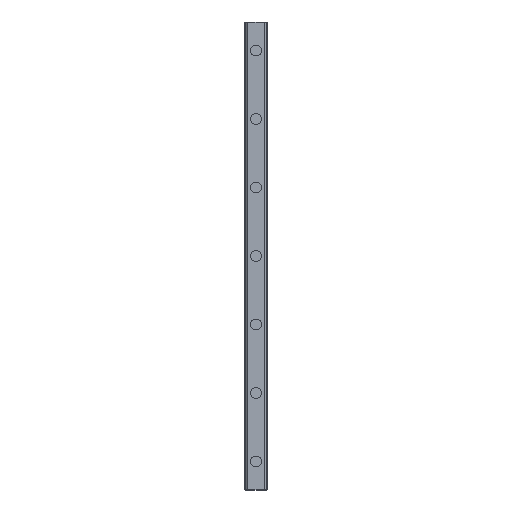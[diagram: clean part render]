
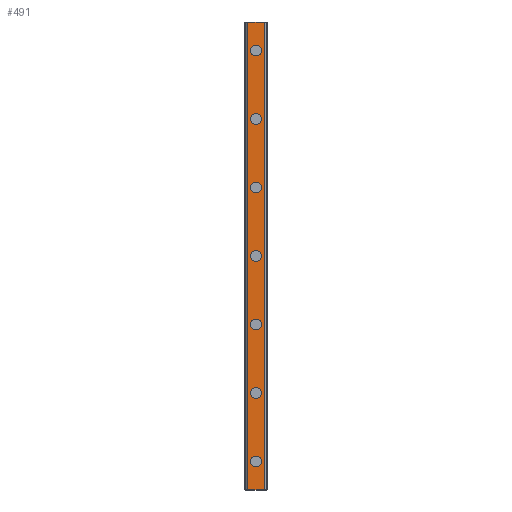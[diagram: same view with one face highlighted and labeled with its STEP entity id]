
A CAD part, top view. The second image highlights one B-rep face of the part: STEP entity #491.
In plain terms, the highlighted planar face has unit normal (0, 0, 1).
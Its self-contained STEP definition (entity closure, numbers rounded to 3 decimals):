
#491=ADVANCED_FACE('',(#1008,#1009,#1010,#1011,#1012,#1013,#1014,#1015),#1016,.T.);
#1008=FACE_BOUND('',#1551,.T.);
#1009=FACE_BOUND('',#1552,.T.);
#1010=FACE_BOUND('',#1553,.T.);
#1011=FACE_BOUND('',#1554,.T.);
#1012=FACE_BOUND('',#1555,.T.);
#1013=FACE_BOUND('',#1556,.T.);
#1014=FACE_BOUND('',#1557,.T.);
#1015=FACE_OUTER_BOUND('',#1558,.T.);
#1016=PLANE('',#1559);
#1551=EDGE_LOOP('',(#2967,#2968));
#1552=EDGE_LOOP('',(#2969,#2970));
#1553=EDGE_LOOP('',(#2971,#2972));
#1554=EDGE_LOOP('',(#2973,#2974));
#1555=EDGE_LOOP('',(#2975,#2976));
#1556=EDGE_LOOP('',(#2977,#2978));
#1557=EDGE_LOOP('',(#2979,#2980));
#1558=EDGE_LOOP('',(#2981,#2982,#2983,#2984));
#1559=AXIS2_PLACEMENT_3D('',#2985,#2986,#2987);
#2967=ORIENTED_EDGE('',*,*,#3238,.T.);
#2968=ORIENTED_EDGE('',*,*,#3645,.T.);
#2969=ORIENTED_EDGE('',*,*,#3228,.T.);
#2970=ORIENTED_EDGE('',*,*,#3651,.T.);
#2971=ORIENTED_EDGE('',*,*,#3218,.T.);
#2972=ORIENTED_EDGE('',*,*,#3657,.T.);
#2973=ORIENTED_EDGE('',*,*,#3208,.T.);
#2974=ORIENTED_EDGE('',*,*,#3663,.T.);
#2975=ORIENTED_EDGE('',*,*,#3198,.T.);
#2976=ORIENTED_EDGE('',*,*,#3669,.T.);
#2977=ORIENTED_EDGE('',*,*,#3188,.T.);
#2978=ORIENTED_EDGE('',*,*,#3675,.T.);
#2979=ORIENTED_EDGE('',*,*,#3178,.T.);
#2980=ORIENTED_EDGE('',*,*,#3681,.T.);
#2981=ORIENTED_EDGE('',*,*,#3624,.T.);
#2982=ORIENTED_EDGE('',*,*,#3728,.F.);
#2983=ORIENTED_EDGE('',*,*,#3494,.F.);
#2984=ORIENTED_EDGE('',*,*,#3726,.T.);
#2985=CARTESIAN_POINT('',(0.0,410.0,17.5));
#2986=DIRECTION('',(0.0,0.0,1.0));
#2987=DIRECTION('',(-1.0,0.0,-0.0));
#3178=EDGE_CURVE('',#3784,#3781,#3785,.T.);
#3188=EDGE_CURVE('',#3802,#3799,#3803,.T.);
#3198=EDGE_CURVE('',#3820,#3817,#3821,.T.);
#3208=EDGE_CURVE('',#3838,#3835,#3839,.T.);
#3218=EDGE_CURVE('',#3856,#3853,#3857,.T.);
#3228=EDGE_CURVE('',#3874,#3871,#3875,.T.);
#3238=EDGE_CURVE('',#3892,#3889,#3893,.T.);
#3494=EDGE_CURVE('',#4274,#4276,#4277,.T.);
#3624=EDGE_CURVE('',#4491,#4489,#4492,.T.);
#3645=EDGE_CURVE('',#3889,#3892,#4531,.T.);
#3651=EDGE_CURVE('',#3871,#3874,#4537,.T.);
#3657=EDGE_CURVE('',#3853,#3856,#4543,.T.);
#3663=EDGE_CURVE('',#3835,#3838,#4549,.T.);
#3669=EDGE_CURVE('',#3817,#3820,#4555,.T.);
#3675=EDGE_CURVE('',#3799,#3802,#4561,.T.);
#3681=EDGE_CURVE('',#3781,#3784,#4567,.T.);
#3726=EDGE_CURVE('',#4274,#4491,#4612,.T.);
#3728=EDGE_CURVE('',#4276,#4489,#4614,.T.);
#3781=VERTEX_POINT('',#4669);
#3784=VERTEX_POINT('',#4673);
#3785=CIRCLE('',#4674,4.75);
#3799=VERTEX_POINT('',#4691);
#3802=VERTEX_POINT('',#4695);
#3803=CIRCLE('',#4696,4.75);
#3817=VERTEX_POINT('',#4713);
#3820=VERTEX_POINT('',#4717);
#3821=CIRCLE('',#4718,4.75);
#3835=VERTEX_POINT('',#4735);
#3838=VERTEX_POINT('',#4739);
#3839=CIRCLE('',#4740,4.75);
#3853=VERTEX_POINT('',#4757);
#3856=VERTEX_POINT('',#4761);
#3857=CIRCLE('',#4762,4.75);
#3871=VERTEX_POINT('',#4779);
#3874=VERTEX_POINT('',#4783);
#3875=CIRCLE('',#4784,4.75);
#3889=VERTEX_POINT('',#4801);
#3892=VERTEX_POINT('',#4805);
#3893=CIRCLE('',#4806,4.75);
#4274=VERTEX_POINT('',#5325);
#4276=VERTEX_POINT('',#5328);
#4277=LINE('',#5329,#5330);
#4489=VERTEX_POINT('',#5624);
#4491=VERTEX_POINT('',#5627);
#4492=LINE('',#5628,#5629);
#4531=CIRCLE('',#5676,4.75);
#4537=CIRCLE('',#5682,4.75);
#4543=CIRCLE('',#5688,4.75);
#4549=CIRCLE('',#5694,4.75);
#4555=CIRCLE('',#5700,4.75);
#4561=CIRCLE('',#5706,4.75);
#4567=CIRCLE('',#5712,4.75);
#4612=LINE('',#5777,#5778);
#4614=LINE('',#5780,#5781);
#4669=CARTESIAN_POINT('',(4.75,25.0,17.5));
#4673=CARTESIAN_POINT('',(-4.75,25.0,17.5));
#4674=AXIS2_PLACEMENT_3D('',#5853,#5854,#5855);
#4691=CARTESIAN_POINT('',(4.75,85.0,17.5));
#4695=CARTESIAN_POINT('',(-4.75,85.0,17.5));
#4696=AXIS2_PLACEMENT_3D('',#5869,#5870,#5871);
#4713=CARTESIAN_POINT('',(4.75,145.0,17.5));
#4717=CARTESIAN_POINT('',(-4.75,145.0,17.5));
#4718=AXIS2_PLACEMENT_3D('',#5885,#5886,#5887);
#4735=CARTESIAN_POINT('',(4.75,205.0,17.5));
#4739=CARTESIAN_POINT('',(-4.75,205.0,17.5));
#4740=AXIS2_PLACEMENT_3D('',#5901,#5902,#5903);
#4757=CARTESIAN_POINT('',(4.75,265.0,17.5));
#4761=CARTESIAN_POINT('',(-4.75,265.0,17.5));
#4762=AXIS2_PLACEMENT_3D('',#5917,#5918,#5919);
#4779=CARTESIAN_POINT('',(4.75,325.0,17.5));
#4783=CARTESIAN_POINT('',(-4.75,325.0,17.5));
#4784=AXIS2_PLACEMENT_3D('',#5933,#5934,#5935);
#4801=CARTESIAN_POINT('',(4.75,385.0,17.5));
#4805=CARTESIAN_POINT('',(-4.75,385.0,17.5));
#4806=AXIS2_PLACEMENT_3D('',#5949,#5950,#5951);
#5325=CARTESIAN_POINT('',(-7.231,410.0,17.5));
#5328=CARTESIAN_POINT('',(7.231,410.0,17.5));
#5329=CARTESIAN_POINT('',(-7.231,410.0,17.5));
#5330=VECTOR('',#6232,1.0);
#5624=CARTESIAN_POINT('',(7.231,0.0,17.5));
#5627=CARTESIAN_POINT('',(-7.231,0.0,17.5));
#5628=CARTESIAN_POINT('',(-7.231,0.0,17.5));
#5629=VECTOR('',#6382,1.0);
#5676=AXIS2_PLACEMENT_3D('',#6424,#6425,#6426);
#5682=AXIS2_PLACEMENT_3D('',#6433,#6434,#6435);
#5688=AXIS2_PLACEMENT_3D('',#6442,#6443,#6444);
#5694=AXIS2_PLACEMENT_3D('',#6451,#6452,#6453);
#5700=AXIS2_PLACEMENT_3D('',#6460,#6461,#6462);
#5706=AXIS2_PLACEMENT_3D('',#6469,#6470,#6471);
#5712=AXIS2_PLACEMENT_3D('',#6478,#6479,#6480);
#5777=CARTESIAN_POINT('',(-7.231,410.0,17.5));
#5778=VECTOR('',#6507,1.0);
#5780=CARTESIAN_POINT('',(7.231,410.0,17.5));
#5781=VECTOR('',#6508,1.0);
#5853=CARTESIAN_POINT('',(0.0,25.0,17.5));
#5854=DIRECTION('',(0.0,0.0,-1.0));
#5855=DIRECTION('',(1.0,0.0,0.0));
#5869=CARTESIAN_POINT('',(0.0,85.0,17.5));
#5870=DIRECTION('',(0.0,0.0,-1.0));
#5871=DIRECTION('',(1.0,0.0,0.0));
#5885=CARTESIAN_POINT('',(0.0,145.0,17.5));
#5886=DIRECTION('',(0.0,0.0,-1.0));
#5887=DIRECTION('',(1.0,0.0,0.0));
#5901=CARTESIAN_POINT('',(0.0,205.0,17.5));
#5902=DIRECTION('',(0.0,0.0,-1.0));
#5903=DIRECTION('',(1.0,0.0,0.0));
#5917=CARTESIAN_POINT('',(0.0,265.0,17.5));
#5918=DIRECTION('',(0.0,0.0,-1.0));
#5919=DIRECTION('',(1.0,0.0,0.0));
#5933=CARTESIAN_POINT('',(0.0,325.0,17.5));
#5934=DIRECTION('',(0.0,0.0,-1.0));
#5935=DIRECTION('',(1.0,0.0,0.0));
#5949=CARTESIAN_POINT('',(0.0,385.0,17.5));
#5950=DIRECTION('',(0.0,0.0,-1.0));
#5951=DIRECTION('',(1.0,0.0,0.0));
#6232=DIRECTION('',(1.0,0.0,0.0));
#6382=DIRECTION('',(1.0,0.0,0.0));
#6424=CARTESIAN_POINT('',(0.0,385.0,17.5));
#6425=DIRECTION('',(0.0,0.0,-1.0));
#6426=DIRECTION('',(1.0,0.0,0.0));
#6433=CARTESIAN_POINT('',(0.0,325.0,17.5));
#6434=DIRECTION('',(0.0,0.0,-1.0));
#6435=DIRECTION('',(1.0,0.0,0.0));
#6442=CARTESIAN_POINT('',(0.0,265.0,17.5));
#6443=DIRECTION('',(0.0,0.0,-1.0));
#6444=DIRECTION('',(1.0,0.0,0.0));
#6451=CARTESIAN_POINT('',(0.0,205.0,17.5));
#6452=DIRECTION('',(0.0,0.0,-1.0));
#6453=DIRECTION('',(1.0,0.0,0.0));
#6460=CARTESIAN_POINT('',(0.0,145.0,17.5));
#6461=DIRECTION('',(0.0,0.0,-1.0));
#6462=DIRECTION('',(1.0,0.0,0.0));
#6469=CARTESIAN_POINT('',(0.0,85.0,17.5));
#6470=DIRECTION('',(0.0,0.0,-1.0));
#6471=DIRECTION('',(1.0,0.0,0.0));
#6478=CARTESIAN_POINT('',(0.0,25.0,17.5));
#6479=DIRECTION('',(0.0,0.0,-1.0));
#6480=DIRECTION('',(1.0,0.0,0.0));
#6507=DIRECTION('',(0.0,-1.0,0.0));
#6508=DIRECTION('',(0.0,-1.0,0.0));
